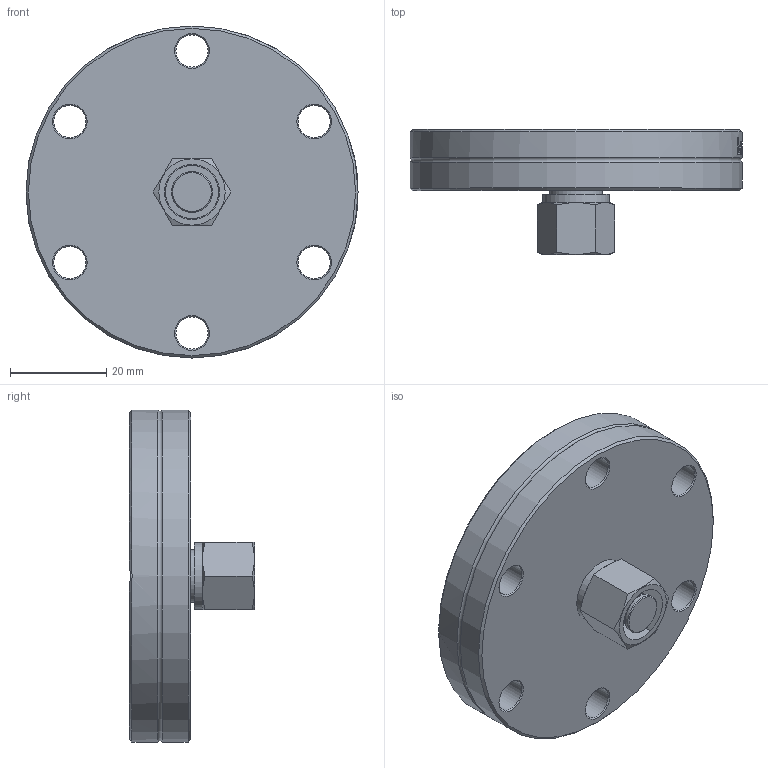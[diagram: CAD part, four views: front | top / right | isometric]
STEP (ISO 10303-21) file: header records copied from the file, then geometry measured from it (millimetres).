
FILE_DESCRIPTION(/* description */ (''),/* implementation_level */ '2;1');
FILE_NAME(/* name */ 'PRV-1BAR-40CF.stp',/* time_stamp */ '2019-05-22T09:11:00+01:00',/* author */ ('Paul'),/* organization */ (''),/* preprocessor_version */ 'ST-DEVELOPER v18',/* originating_system */ 'Autodesk Inventor 2020',/* authorisation */ '');
FILE_SCHEMA (('AUTOMOTIVE_DESIGN { 1 0 10303 214 3 1 1 }'));
Length unit declared in the file: millimetre
Products named in the file (3): PRV-1BAR-40CF; FL-40CF; Weldable Valve
Assembly tree (2 placements, depth 2):
  PRV-1BAR-40CF
    FL-40CF
    Weldable Valve
Bounding box: 69.1 x 26.02 x 69.1 mm (x, y, z)
Volume: 44710.7 mm3; surface area: 13401.1 mm2
Topology: 2 solids, 2 shells, 150 faces, 400 edges, 266 vertices
Faces by surface type: plane 59, bspline 41, cylinder 25, cone 24, torus 1
Full cylindrical faces by diameter (mm): 3.232 x1, 6.7 x6, 7.34 x1, 8.5 x1, 11.06 x2, 13.8 x1, 48.26 x1, 69.1 x2
Entity records: 6247 total; most frequent: CARTESIAN_POINT 2569, ORIENTED_EDGE 800, DIRECTION 665, EDGE_CURVE 400, VERTEX_POINT 266, AXIS2_PLACEMENT_3D 255, EDGE_LOOP 176, LINE 155
